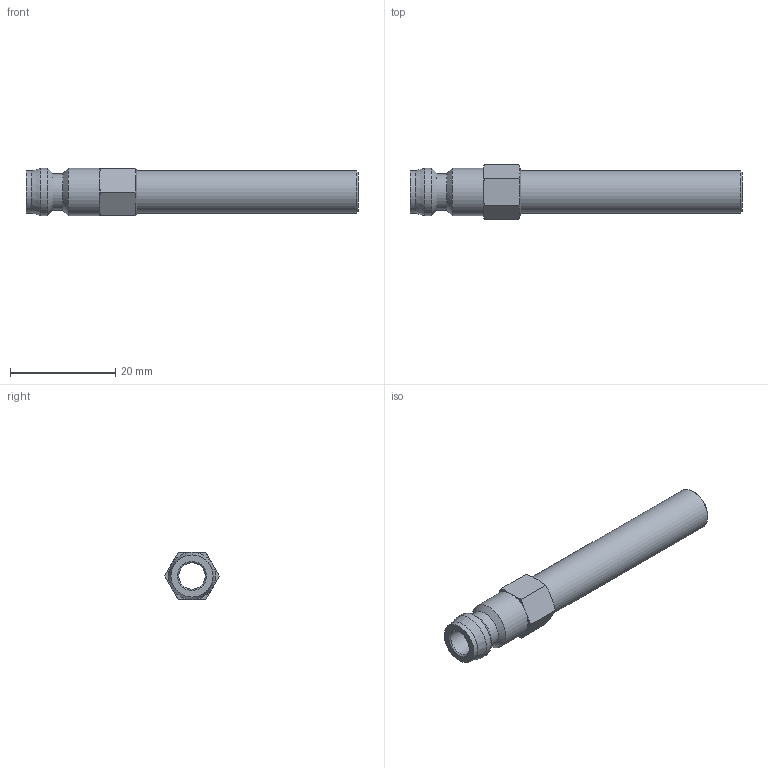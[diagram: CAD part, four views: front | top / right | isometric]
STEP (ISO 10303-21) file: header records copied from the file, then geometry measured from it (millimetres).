
FILE_DESCRIPTION(/* description */ ('Stecknippel-Rohr'),/* implementation_level */ '2;1');
FILE_NAME(/* name */ 'eshm_68_r.stp',/* time_stamp */ '2020-04-22T11:32:23+02:00',/* author */ ('meier'),/* organization */ (''),/* preprocessor_version */ 'ST-DEVELOPER v17',/* originating_system */ 'Autodesk Inventor 2018',/* authorisation */ '1595,45 mm^3');
FILE_SCHEMA (('AUTOMOTIVE_DESIGN { 1 0 10303 214 3 1 1 }'));
Length unit declared in the file: millimetre
Products named in the file (1): ENG-009653
Bounding box: 63 x 10.39 x 9 mm (x, y, z)
Volume: 2152.2 mm3; surface area: 2731.1 mm2
Topology: 1 solids, 1 shells, 27 faces, 68 edges, 43 vertices
Faces by surface type: cone 13, plane 8, cylinder 6
Full cylindrical faces by diameter (mm): 5 x1, 7 x1, 8 x2, 9 x2
Entity records: 842 total; most frequent: CARTESIAN_POINT 175, DIRECTION 137, ORIENTED_EDGE 136, EDGE_CURVE 68, AXIS2_PLACEMENT_3D 59, VERTEX_POINT 43, CIRCLE 31, EDGE_LOOP 29
